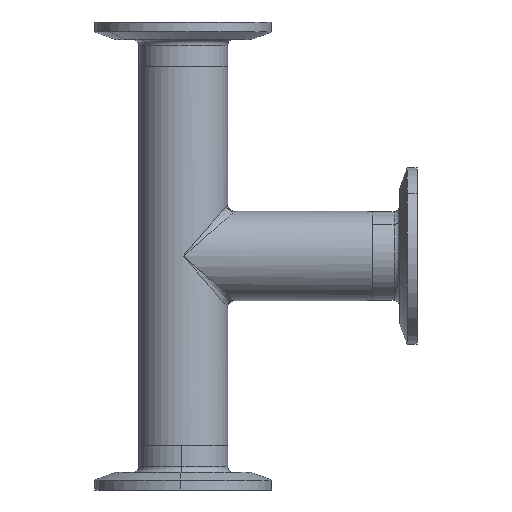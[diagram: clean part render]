
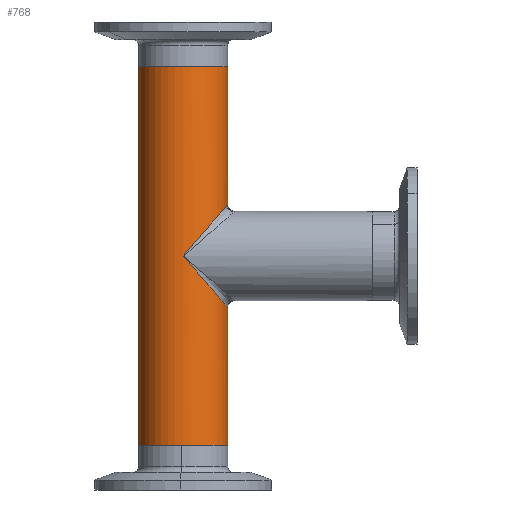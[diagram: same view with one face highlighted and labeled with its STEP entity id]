
A CAD part, front view. The second image highlights one B-rep face of the part: STEP entity #768.
In plain terms, the highlighted cylindrical face has radius 12.7 mm (diameter 25.4 mm), a partial arc.
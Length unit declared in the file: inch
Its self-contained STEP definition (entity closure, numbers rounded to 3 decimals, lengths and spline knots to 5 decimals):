
#31 = VERTEX_POINT ( 'NONE', #440 ) ;
#70 = CARTESIAN_POINT ( 'NONE',  ( 0., -0.5, 0. ) ) ;
#71 = LINE ( 'NONE', #1549, #1661 ) ;
#83 =( BOUNDED_CURVE ( )  B_SPLINE_CURVE ( 3, ( #772, #1602, #1611, #657 ),
 .UNSPECIFIED., .F., .T. ) 
 B_SPLINE_CURVE_WITH_KNOTS ( ( 4, 4 ),
 ( 1.5708, 3.14159 ),
 .UNSPECIFIED. ) 
 CURVE ( )  GEOMETRIC_REPRESENTATION_ITEM ( )  RATIONAL_B_SPLINE_CURVE ( ( 1., 0.805, 0.805, 1. ) ) 
 REPRESENTATION_ITEM ( '' )  );
#90 = EDGE_CURVE ( 'NONE', #1486, #583, #71, .T. ) ;
#117 = ORIENTED_EDGE ( 'NONE', *, *, #90, .T. ) ;
#144 = AXIS2_PLACEMENT_3D ( 'NONE', #230, #503, #1168 ) ;
#147 = CARTESIAN_POINT ( 'NONE',  ( 0.5, 0., 2.12598 ) ) ;
#165 = VECTOR ( 'NONE', #578, 39.37008 ) ;
#210 = CARTESIAN_POINT ( 'NONE',  ( -0.5, 0., -2.12598 ) ) ;
#230 = CARTESIAN_POINT ( 'NONE',  ( 0., 0., 2.12598 ) ) ;
#276 = EDGE_CURVE ( 'NONE', #947, #31, #373, .T. ) ;
#302 = CARTESIAN_POINT ( 'NONE',  ( 0.5, 0., 0.57874 ) ) ;
#307 = CARTESIAN_POINT ( 'NONE',  ( 0.5, 0., 2.12598 ) ) ;
#318 = CYLINDRICAL_SURFACE ( 'NONE', #1696, 0.5 ) ;
#373 =( BOUNDED_CURVE ( )  B_SPLINE_CURVE ( 3, ( #871, #1156, #1291, #70 ),
 .UNSPECIFIED., .F., .F. ) 
 B_SPLINE_CURVE_WITH_KNOTS ( ( 4, 4 ),
 ( 3.14159, 4.71239 ),
 .UNSPECIFIED. ) 
 CURVE ( )  GEOMETRIC_REPRESENTATION_ITEM ( )  RATIONAL_B_SPLINE_CURVE ( ( 1., 0.805, 0.805, 1. ) ) 
 REPRESENTATION_ITEM ( '' )  );
#374 = AXIS2_PLACEMENT_3D ( 'NONE', #1237, #1530, #1247 ) ;
#396 = VERTEX_POINT ( 'NONE', #147 ) ;
#440 = CARTESIAN_POINT ( 'NONE',  ( 0., -0.5, 0. ) ) ;
#503 = DIRECTION ( 'NONE',  ( 0., 0., 1. ) ) ;
#528 = LINE ( 'NONE', #307, #165 ) ;
#569 = FACE_OUTER_BOUND ( 'NONE', #749, .T. ) ;
#578 = DIRECTION ( 'NONE',  ( 0., 0., -1. ) ) ;
#583 = VERTEX_POINT ( 'NONE', #210 ) ;
#638 = ORIENTED_EDGE ( 'NONE', *, *, #276, .T. ) ;
#657 = CARTESIAN_POINT ( 'NONE',  ( 0.5, 0., 0.57874 ) ) ;
#665 = VERTEX_POINT ( 'NONE', #302 ) ;
#749 = EDGE_LOOP ( 'NONE', ( #1559, #1425, #117, #1139, #955, #638, #856 ) ) ;
#757 = EDGE_CURVE ( 'NONE', #396, #665, #1163, .T. ) ;
#768 = ADVANCED_FACE ( 'NONE', ( #569 ), #318, .T. ) ;
#772 = CARTESIAN_POINT ( 'NONE',  ( 0., -0.5, 0. ) ) ;
#813 = VERTEX_POINT ( 'NONE', #827 ) ;
#824 = EDGE_CURVE ( 'NONE', #583, #813, #1702, .T. ) ;
#827 = CARTESIAN_POINT ( 'NONE',  ( 0.5, 0., -2.12598 ) ) ;
#854 = CARTESIAN_POINT ( 'NONE',  ( -0.5, 0., 2.12598 ) ) ;
#856 = ORIENTED_EDGE ( 'NONE', *, *, #1295, .T. ) ;
#871 = CARTESIAN_POINT ( 'NONE',  ( 0.5, 0., -0.57874 ) ) ;
#890 = VECTOR ( 'NONE', #1635, 39.37008 ) ;
#923 = EDGE_CURVE ( 'NONE', #947, #813, #528, .T. ) ;
#947 = VERTEX_POINT ( 'NONE', #1398 ) ;
#955 = ORIENTED_EDGE ( 'NONE', *, *, #923, .F. ) ;
#1139 = ORIENTED_EDGE ( 'NONE', *, *, #824, .T. ) ;
#1156 = CARTESIAN_POINT ( 'NONE',  ( 0.5, -0.29289, -0.57874 ) ) ;
#1163 = LINE ( 'NONE', #1630, #890 ) ;
#1168 = DIRECTION ( 'NONE',  ( 1., 0., 0. ) ) ;
#1182 = EDGE_CURVE ( 'NONE', #1486, #396, #1269, .T. ) ;
#1221 = CARTESIAN_POINT ( 'NONE',  ( 0., 0., 2.12598 ) ) ;
#1237 = CARTESIAN_POINT ( 'NONE',  ( 0., 0., -2.12598 ) ) ;
#1247 = DIRECTION ( 'NONE',  ( 1., 0., 0. ) ) ;
#1269 = CIRCLE ( 'NONE', #144, 0.5 ) ;
#1291 = CARTESIAN_POINT ( 'NONE',  ( 0.29289, -0.5, -0.33902 ) ) ;
#1295 = EDGE_CURVE ( 'NONE', #31, #665, #83, .T. ) ;
#1363 = DIRECTION ( 'NONE',  ( -1., 0., 0. ) ) ;
#1370 = DIRECTION ( 'NONE',  ( 0., 0., -1. ) ) ;
#1398 = CARTESIAN_POINT ( 'NONE',  ( 0.5, 0., -0.57874 ) ) ;
#1425 = ORIENTED_EDGE ( 'NONE', *, *, #1182, .F. ) ;
#1434 = DIRECTION ( 'NONE',  ( 0., 0., -1. ) ) ;
#1486 = VERTEX_POINT ( 'NONE', #854 ) ;
#1530 = DIRECTION ( 'NONE',  ( 0., 0., 1. ) ) ;
#1549 = CARTESIAN_POINT ( 'NONE',  ( -0.5, 0., 2.12598 ) ) ;
#1559 = ORIENTED_EDGE ( 'NONE', *, *, #757, .F. ) ;
#1602 = CARTESIAN_POINT ( 'NONE',  ( 0.29289, -0.5, 0.33902 ) ) ;
#1611 = CARTESIAN_POINT ( 'NONE',  ( 0.5, -0.29289, 0.57874 ) ) ;
#1630 = CARTESIAN_POINT ( 'NONE',  ( 0.5, 0., 2.12598 ) ) ;
#1635 = DIRECTION ( 'NONE',  ( 0., 0., -1. ) ) ;
#1661 = VECTOR ( 'NONE', #1434, 39.37008 ) ;
#1696 = AXIS2_PLACEMENT_3D ( 'NONE', #1221, #1370, #1363 ) ;
#1702 = CIRCLE ( 'NONE', #374, 0.5 ) ;
